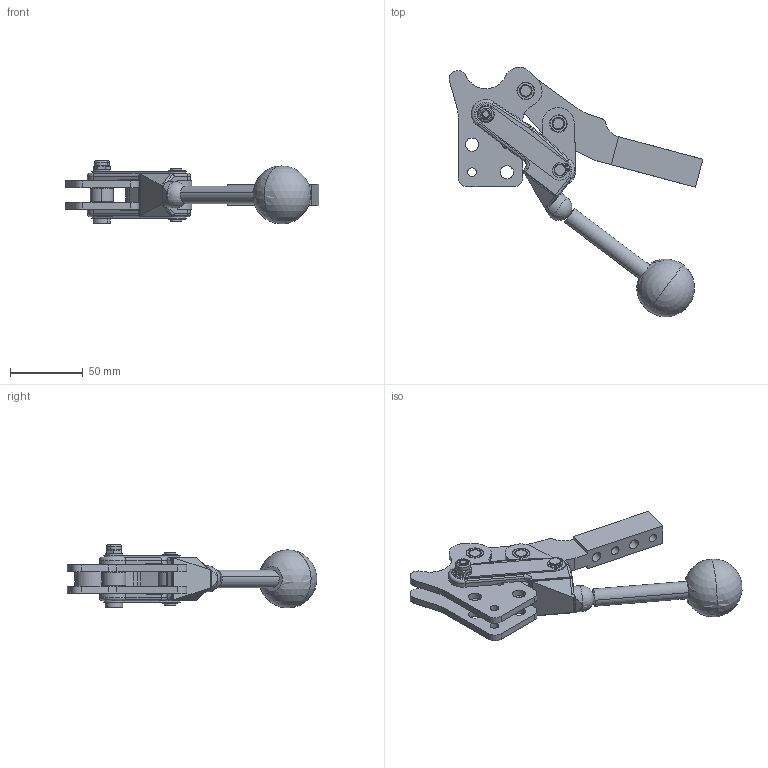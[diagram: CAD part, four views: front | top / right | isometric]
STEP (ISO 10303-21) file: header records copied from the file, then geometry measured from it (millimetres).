
FILE_DESCRIPTION((''),'2;1');
FILE_NAME('633-opened.stp','2005-09-28T18:54:17',('Kysilko'),(''),'Autodesk Inventor 8','Autodesk Inventor 8','');
FILE_SCHEMA(('AUTOMOTIVE_DESIGN { 1 0 10303 214 1 1 1 1 }'));
Length unit declared in the file: millimetre
Products named in the file (1): Part2
Bounding box: 174.77 x 171.82 x 44 mm (x, y, z)
Volume: 154942.6 mm3; surface area: 53117.6 mm2
Topology: 2 solids, 8 shells, 2274 faces, 6495 edges, 4213 vertices
Faces by surface type: plane 1424, cylinder 562, bspline 149, cone 120, torus 12, sphere 7
Entity records: 74888 total; most frequent: CARTESIAN_POINT 19278, ORIENTED_EDGE 12960, DIRECTION 10940, EDGE_CURVE 6480, VERTEX_POINT 4210, AXIS2_PLACEMENT_3D 4007, VECTOR 2926, LINE 2926
